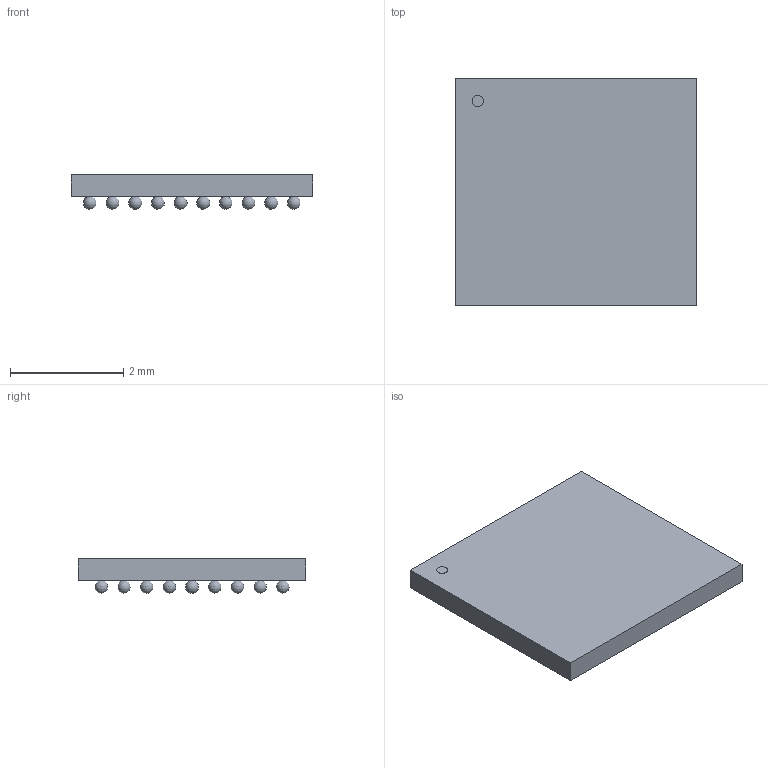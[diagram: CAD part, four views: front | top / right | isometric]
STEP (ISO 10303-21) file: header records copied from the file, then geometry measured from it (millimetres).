
FILE_DESCRIPTION(('STEP AP214'),'1');
FILE_NAME('WLCSP90','2022-02-09T08:54:29',(''),(''),'','','');
FILE_SCHEMA(('AUTOMOTIVE_DESIGN'));
Length unit declared in the file: millimetre
Products named in the file (1): product
Bounding box: 4.27 x 4.01 x 0.61 mm (x, y, z)
Volume: 7.1 mm3; surface area: 55.4 mm2
Topology: 92 solids, 92 shells, 99 faces, 285 edges, 190 vertices
Faces by surface type: sphere 90, plane 8, cylinder 1
Full cylindrical faces by diameter (mm): 0.201 x1
Entity records: 1066 total; most frequent: DIRECTION 218, CARTESIAN_POINT 113, AXIS2_PLACEMENT_3D 103, STYLED_ITEM 99, ADVANCED_FACE 99, MANIFOLD_SOLID_BREP 92, CLOSED_SHELL 92, SPHERICAL_SURFACE 90
